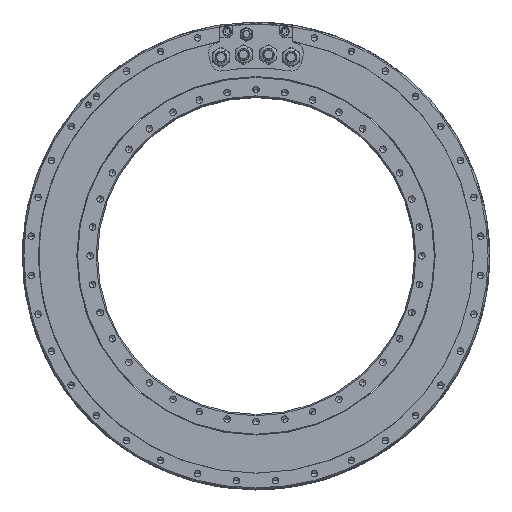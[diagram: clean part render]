
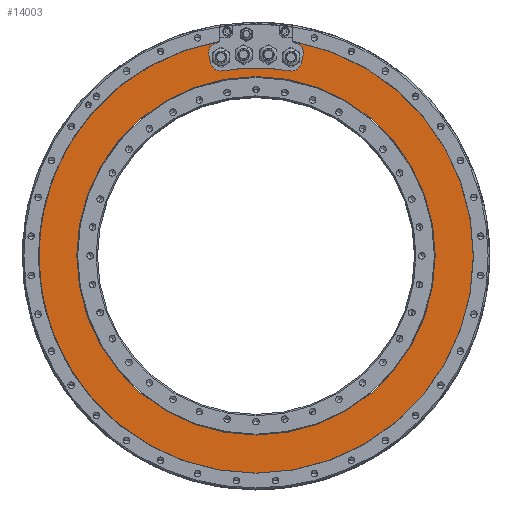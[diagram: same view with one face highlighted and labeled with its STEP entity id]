
A CAD part, top view. The second image highlights one B-rep face of the part: STEP entity #14003.
In plain terms, the highlighted planar face has unit normal (0, 0, 1).
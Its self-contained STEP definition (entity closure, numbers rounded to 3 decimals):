
#3368=CARTESIAN_POINT('',(0.,0.,-0.15));
#3369=DIRECTION('',(0.,0.,1.));
#3370=DIRECTION('',(0.181,0.983,0.));
#3371=AXIS2_PLACEMENT_3D('',#3368,#3369,#3370);
#3373=CARTESIAN_POINT('',(37.196,201.597,
-0.15));
#3374=DIRECTION('',(0.,0.,-1.));
#3375=DIRECTION('',(0.973,-0.229,0.));
#3376=AXIS2_PLACEMENT_3D('',#3373,#3374,#3375);
#3378=DIRECTION('',(0.229,0.973,0.));
#3379=VECTOR('',#3378,9.01);
#3380=CARTESIAN_POINT('',(46.93,199.305,
-0.15));
#3381=LINE('',#3380,#3379);
#3382=CARTESIAN_POINT('',(39.262,210.368,
-0.15));
#3383=DIRECTION('',(0.,0.,-1.));
#3384=DIRECTION('',(0.232,0.973,0.));
#3385=AXIS2_PLACEMENT_3D('',#3382,#3383,#3384);
#3387=DIRECTION('',(0.,-1.,0.));
#3388=VECTOR('',#3387,2.595);
#3389=CARTESIAN_POINT('',(41.579,220.095,
-0.15));
#3390=LINE('',#3389,#3388);
#3391=CARTESIAN_POINT('',(39.262,210.368,
-0.15));
#3392=DIRECTION('',(0.,0.,-1.));
#3393=DIRECTION('',(0.309,0.951,0.));
#3394=AXIS2_PLACEMENT_3D('',#3391,#3392,#3393);
#3396=DIRECTION('',(-0.229,-0.973,0.));
#3397=VECTOR('',#3396,9.01);
#3398=CARTESIAN_POINT('',(46.562,208.649,
-0.15));
#3399=LINE('',#3398,#3397);
#3400=CARTESIAN_POINT('',(37.196,201.597,
-0.15));
#3401=DIRECTION('',(0.,0.,-1.));
#3402=DIRECTION('',(0.973,-0.229,0.));
#3403=AXIS2_PLACEMENT_3D('',#3400,#3401,#3402);
#3405=CARTESIAN_POINT('',(0.,0.,-0.15));
#3406=DIRECTION('',(0.,0.,-1.));
#3407=DIRECTION('',(-0.181,0.983,0.));
#3408=AXIS2_PLACEMENT_3D('',#3405,#3406,#3407);
#3410=CARTESIAN_POINT('',(-37.196,201.597,
-0.15));
#3411=DIRECTION('',(0.,0.,-1.));
#3412=DIRECTION('',(0.181,-0.983,0.));
#3413=AXIS2_PLACEMENT_3D('',#3410,#3411,#3412);
#3415=DIRECTION('',(-0.229,0.973,0.));
#3416=VECTOR('',#3415,9.01);
#3417=CARTESIAN_POINT('',(-44.497,199.878,
-0.15));
#3418=LINE('',#3417,#3416);
#3419=CARTESIAN_POINT('',(-39.262,210.368,
-0.15));
#3420=DIRECTION('',(0.,0.,-1.));
#3421=DIRECTION('',(-0.973,-0.229,0.));
#3422=AXIS2_PLACEMENT_3D('',#3419,#3420,#3421);
#3424=DIRECTION('',(0.,1.,0.));
#3425=VECTOR('',#3424,2.582);
#3426=CARTESIAN_POINT('',(-41.421,217.55,
-0.15));
#3427=LINE('',#3426,#3425);
#3428=CARTESIAN_POINT('',(-39.262,210.368,
-0.15));
#3429=DIRECTION('',(0.,0.,-1.));
#3430=DIRECTION('',(-0.973,-0.229,0.));
#3431=AXIS2_PLACEMENT_3D('',#3428,#3429,#3430);
#3433=DIRECTION('',(0.229,-0.973,0.));
#3434=VECTOR('',#3433,9.01);
#3435=CARTESIAN_POINT('',(-48.995,208.076,
-0.15));
#3436=LINE('',#3435,#3434);
#3437=CARTESIAN_POINT('',(-37.196,201.597,
-0.15));
#3438=DIRECTION('',(0.,0.,-1.));
#3439=DIRECTION('',(0.181,-0.983,0.));
#3440=AXIS2_PLACEMENT_3D('',#3437,#3438,#3439);
#3451=CARTESIAN_POINT('',(0.,0.,-0.15));
#3452=DIRECTION('',(0.,0.,1.));
#3453=DIRECTION('',(-1.,0.,0.));
#3454=AXIS2_PLACEMENT_3D('',#3451,#3452,#3453);
#3465=CARTESIAN_POINT('',(0.,0.,-0.15));
#3466=DIRECTION('',(0.,0.,1.));
#3467=DIRECTION('',(1.,0.,0.));
#3468=AXIS2_PLACEMENT_3D('',#3465,#3466,#3467);
#3493=CARTESIAN_POINT('',(0.,0.,-0.15));
#3494=DIRECTION('',(0.,0.,1.));
#3495=DIRECTION('',(0.,-1.,0.));
#3496=AXIS2_PLACEMENT_3D('',#3493,#3494,#3495);
#3507=CARTESIAN_POINT('',(0.,0.,-0.15));
#3508=DIRECTION('',(0.,0.,1.));
#3509=DIRECTION('',(-0.155,0.988,0.));
#3510=AXIS2_PLACEMENT_3D('',#3507,#3508,#3509);
#8355=CARTESIAN_POINT('',(-185.9,0.,-0.15));
#8356=CARTESIAN_POINT('',(185.9,0.,-0.15));
#8357=VERTEX_POINT('',#8355);
#8358=VERTEX_POINT('',#8356);
#8363=CARTESIAN_POINT('',(-35.038,222.761,
-0.15));
#8364=CARTESIAN_POINT('',(0.,-225.5,-0.15));
#8365=VERTEX_POINT('',#8363);
#8366=VERTEX_POINT('',#8364);
#8449=CARTESIAN_POINT('',(35.382,191.763,
-0.15));
#8450=CARTESIAN_POINT('',(-35.382,191.763,
-0.15));
#8451=VERTEX_POINT('',#8449);
#8452=VERTEX_POINT('',#8450);
#8453=CARTESIAN_POINT('',(46.93,199.305,
-0.15));
#8454=CARTESIAN_POINT('',(48.995,208.076,
-0.15));
#8455=VERTEX_POINT('',#8453);
#8456=VERTEX_POINT('',#8454);
#8457=CARTESIAN_POINT('',(-48.995,208.076,
-0.15));
#8458=CARTESIAN_POINT('',(-46.93,199.305,
-0.15));
#8459=VERTEX_POINT('',#8457);
#8460=VERTEX_POINT('',#8458);
#8461=CARTESIAN_POINT('',(-41.421,220.132,
-0.15));
#8462=VERTEX_POINT('',#8461);
#8463=CARTESIAN_POINT('',(41.579,220.095,
-0.15));
#8464=VERTEX_POINT('',#8463);
#8465=CARTESIAN_POINT('',(46.562,208.649,
-0.15));
#8466=CARTESIAN_POINT('',(44.497,199.878,
-0.15));
#8467=VERTEX_POINT('',#8465);
#8468=VERTEX_POINT('',#8466);
#8469=CARTESIAN_POINT('',(35.836,194.222,
-0.15));
#8470=VERTEX_POINT('',#8469);
#8471=CARTESIAN_POINT('',(-35.836,194.222,
-0.15));
#8472=VERTEX_POINT('',#8471);
#8473=CARTESIAN_POINT('',(-44.497,199.878,
-0.15));
#8474=VERTEX_POINT('',#8473);
#8475=CARTESIAN_POINT('',(-46.562,208.649,
-0.15));
#8476=VERTEX_POINT('',#8475);
#8477=CARTESIAN_POINT('',(-41.421,217.55,
-0.15));
#8478=VERTEX_POINT('',#8477);
#8479=CARTESIAN_POINT('',(41.579,217.5,
-0.15));
#8480=VERTEX_POINT('',#8479);
#13954=CARTESIAN_POINT('',(0.,0.,-0.15));
#13955=DIRECTION('',(0.,0.,1.));
#13956=DIRECTION('',(1.,0.,0.));
#13957=AXIS2_PLACEMENT_3D('',#13954,#13955,#13956);
#13958=PLANE('',#13957);
#13960=ORIENTED_EDGE('',*,*,#13959,.F.);
#13962=ORIENTED_EDGE('',*,*,#13961,.F.);
#13963=EDGE_LOOP('',(#13960,#13962));
#13964=FACE_OUTER_BOUND('',#13963,.F.);
#13966=ORIENTED_EDGE('',*,*,#13965,.T.);
#13968=ORIENTED_EDGE('',*,*,#13967,.T.);
#13969=EDGE_LOOP('',(#13966,#13968));
#13970=FACE_BOUND('',#13969,.F.);
#13972=ORIENTED_EDGE('',*,*,#13971,.F.);
#13974=ORIENTED_EDGE('',*,*,#13973,.F.);
#13976=ORIENTED_EDGE('',*,*,#13975,.T.);
#13978=ORIENTED_EDGE('',*,*,#13977,.F.);
#13980=ORIENTED_EDGE('',*,*,#13979,.T.);
#13982=ORIENTED_EDGE('',*,*,#13981,.T.);
#13984=ORIENTED_EDGE('',*,*,#13983,.T.);
#13986=ORIENTED_EDGE('',*,*,#13985,.T.);
#13988=ORIENTED_EDGE('',*,*,#13987,.F.);
#13990=ORIENTED_EDGE('',*,*,#13989,.T.);
#13992=ORIENTED_EDGE('',*,*,#13991,.T.);
#13994=ORIENTED_EDGE('',*,*,#13993,.T.);
#13995=ORIENTED_EDGE('',*,*,#13916,.T.);
#13996=ORIENTED_EDGE('',*,*,#13935,.F.);
#13998=ORIENTED_EDGE('',*,*,#13997,.T.);
#14000=ORIENTED_EDGE('',*,*,#13999,.F.);
#14001=EDGE_LOOP('',(#13972,#13974,#13976,#13978,#13980,#13982,#13984,#13986,
#13988,#13990,#13992,#13994,#13995,#13996,#13998,#14000));
#14002=FACE_BOUND('',#14001,.F.);
#3372=CIRCLE('',#3371,195.);
#3377=CIRCLE('',#3376,10.);
#3386=CIRCLE('',#3385,10.);
#3395=CIRCLE('',#3394,7.5);
#3404=CIRCLE('',#3403,7.5);
#3409=CIRCLE('',#3408,197.5);
#3414=CIRCLE('',#3413,7.5);
#3423=CIRCLE('',#3422,7.5);
#3432=CIRCLE('',#3431,10.);
#3441=CIRCLE('',#3440,10.);
#3455=CIRCLE('',#3454,185.9);
#3469=CIRCLE('',#3468,185.9);
#3497=CIRCLE('',#3496,225.5);
#3511=CIRCLE('',#3510,225.5);
#13916=EDGE_CURVE('',#8478,#8462,#3427,.T.);
#13935=EDGE_CURVE('',#8459,#8462,#3432,.T.);
#13959=EDGE_CURVE('',#8366,#8365,#3497,.T.);
#13961=EDGE_CURVE('',#8365,#8366,#3511,.T.);
#13965=EDGE_CURVE('',#8357,#8358,#3455,.T.);
#13967=EDGE_CURVE('',#8358,#8357,#3469,.T.);
#13971=EDGE_CURVE('',#8451,#8452,#3372,.T.);
#13973=EDGE_CURVE('',#8455,#8451,#3377,.T.);
#13975=EDGE_CURVE('',#8455,#8456,#3381,.T.);
#13977=EDGE_CURVE('',#8464,#8456,#3386,.T.);
#13979=EDGE_CURVE('',#8464,#8480,#3390,.T.);
#13981=EDGE_CURVE('',#8480,#8467,#3395,.T.);
#13983=EDGE_CURVE('',#8467,#8468,#3399,.T.);
#13985=EDGE_CURVE('',#8468,#8470,#3404,.T.);
#13987=EDGE_CURVE('',#8472,#8470,#3409,.T.);
#13989=EDGE_CURVE('',#8472,#8474,#3414,.T.);
#13991=EDGE_CURVE('',#8474,#8476,#3418,.T.);
#13993=EDGE_CURVE('',#8476,#8478,#3423,.T.);
#13997=EDGE_CURVE('',#8459,#8460,#3436,.T.);
#13999=EDGE_CURVE('',#8452,#8460,#3441,.T.);
#14003=ADVANCED_FACE('',(#13964,#13970,#14002),#13958,.T.);
